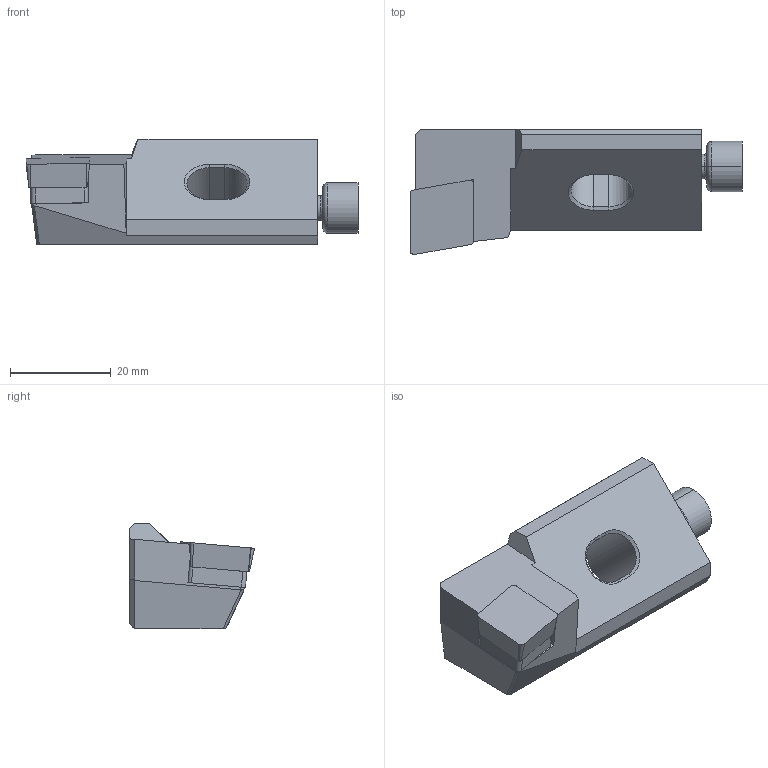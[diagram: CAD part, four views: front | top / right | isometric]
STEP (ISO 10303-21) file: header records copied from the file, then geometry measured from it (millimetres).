
FILE_DESCRIPTION (( 'STEP AP214' ), '1' );
FILE_NAME ('SCFCR-16CA-12-LIGHT.STP', '2023-11-07T10:56:44', ( '' ), ( '' ), 'SwSTEP 2.0', 'SolidWorks 2018', '' );
FILE_SCHEMA (( 'AUTOMOTIVE_DESIGN' ));
Length unit declared in the file: millimetre
Products named in the file (1): SCFCR-16CA-12-LIGHT
Bounding box: 66 x 24.85 x 21 mm (x, y, z)
Volume: 17004.1 mm3; surface area: 5985 mm2
Topology: 2 solids, 2 shells, 67 faces, 174 edges, 112 vertices
Faces by surface type: plane 43, cylinder 12, cone 8, torus 4
Entity records: 2822 total; most frequent: CARTESIAN_POINT 375, DIRECTION 349, ORIENTED_EDGE 348, EDGE_CURVE 174, VECTOR 121, LINE 121, AXIS2_PLACEMENT_3D 114, VERTEX_POINT 112
